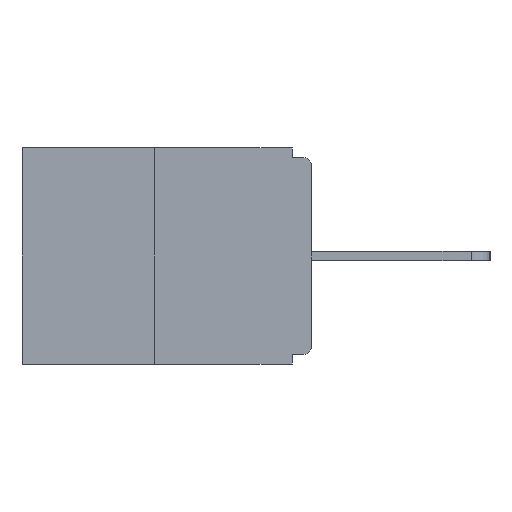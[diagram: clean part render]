
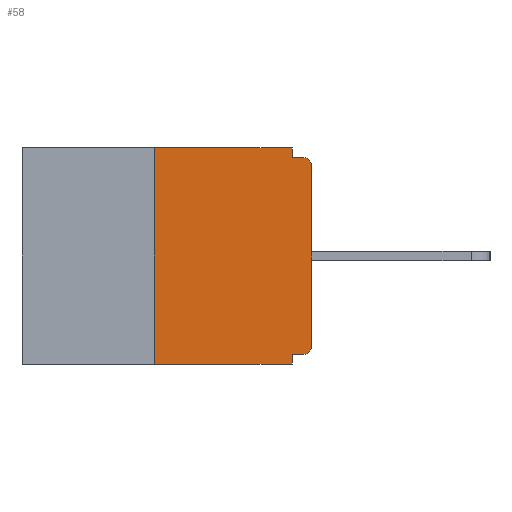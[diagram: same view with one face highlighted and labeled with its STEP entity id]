
A CAD part, left-side view. The second image highlights one B-rep face of the part: STEP entity #58.
In plain terms, the highlighted planar face has unit normal (-1, 0, 0).
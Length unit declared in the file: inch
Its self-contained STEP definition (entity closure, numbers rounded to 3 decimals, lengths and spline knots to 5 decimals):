
#58 = ADVANCED_FACE ( 'NONE', ( #8535 ), #16072, .F. ) ;
#352 = VERTEX_POINT ( 'NONE', #24265 ) ;
#587 = EDGE_CURVE ( 'NONE', #21388, #10624, #20252, .T. ) ;
#610 = ORIENTED_EDGE ( 'NONE', *, *, #17582, .F. ) ;
#1405 = DIRECTION ( 'NONE',  ( 0., 0., -1. ) ) ;
#2525 = EDGE_CURVE ( 'NONE', #11007, #10624, #6463, .T. ) ;
#2578 = CARTESIAN_POINT ( 'NONE',  ( 0., 0., -0.328 ) ) ;
#2703 = CARTESIAN_POINT ( 'NONE',  ( 0., 0.015, -0.313 ) ) ;
#2814 = ORIENTED_EDGE ( 'NONE', *, *, #587, .F. ) ;
#2955 = DIRECTION ( 'NONE',  ( 1., 0., 0. ) ) ;
#3368 = CARTESIAN_POINT ( 'NONE',  ( 0., 0.031, -0.015 ) ) ;
#3555 = CARTESIAN_POINT ( 'NONE',  ( 0., 0.25, 0. ) ) ;
#3587 = VERTEX_POINT ( 'NONE', #8504 ) ;
#3800 = VERTEX_POINT ( 'NONE', #18663 ) ;
#3947 = ORIENTED_EDGE ( 'NONE', *, *, #2525, .T. ) ;
#4789 = CARTESIAN_POINT ( 'NONE',  ( 0., 0.46, 0. ) ) ;
#5094 = EDGE_CURVE ( 'NONE', #3587, #14139, #15152, .T. ) ;
#5236 = VERTEX_POINT ( 'NONE', #3555 ) ;
#5903 = DIRECTION ( 'NONE',  ( 0., 1., 0. ) ) ;
#6008 = VECTOR ( 'NONE', #1405, 39.37008 ) ;
#6087 = EDGE_CURVE ( 'NONE', #3587, #5236, #13753, .T. ) ;
#6095 = CARTESIAN_POINT ( 'NONE',  ( 0., 0.015, -0.328 ) ) ;
#6463 = CIRCLE ( 'NONE', #12424, 0.015 ) ;
#7211 = DIRECTION ( 'NONE',  ( 0., -1., 0. ) ) ;
#7487 = CIRCLE ( 'NONE', #21375, 0.015 ) ;
#7846 = CARTESIAN_POINT ( 'NONE',  ( 0., 0.031, -0.343 ) ) ;
#8347 = EDGE_CURVE ( 'NONE', #12148, #21388, #18963, .T. ) ;
#8475 = EDGE_LOOP ( 'NONE', ( #10240, #11649, #19130, #610, #14909, #11752, #12041, #3947, #2814, #23217 ) ) ;
#8504 = CARTESIAN_POINT ( 'NONE',  ( 0., 0.25, -0.343 ) ) ;
#8535 = FACE_OUTER_BOUND ( 'NONE', #8475, .T. ) ;
#8970 = CARTESIAN_POINT ( 'NONE',  ( 0., 0., -0.015 ) ) ;
#9116 = CARTESIAN_POINT ( 'NONE',  ( 0., 0.46, 0. ) ) ;
#9315 = CARTESIAN_POINT ( 'NONE',  ( 0., 0., 0. ) ) ;
#9947 = VECTOR ( 'NONE', #5903, 39.37008 ) ;
#10158 = CARTESIAN_POINT ( 'NONE',  ( 0., 0.25, 0. ) ) ;
#10180 = VERTEX_POINT ( 'NONE', #6095 ) ;
#10240 = ORIENTED_EDGE ( 'NONE', *, *, #15996, .F. ) ;
#10328 = VECTOR ( 'NONE', #20799, 39.37008 ) ;
#10624 = VERTEX_POINT ( 'NONE', #16762 ) ;
#11007 = VERTEX_POINT ( 'NONE', #17299 ) ;
#11132 = VECTOR ( 'NONE', #17712, 39.37008 ) ;
#11427 = CARTESIAN_POINT ( 'NONE',  ( 0., 0.46, -0.343 ) ) ;
#11649 = ORIENTED_EDGE ( 'NONE', *, *, #6087, .F. ) ;
#11752 = ORIENTED_EDGE ( 'NONE', *, *, #20561, .T. ) ;
#12041 = ORIENTED_EDGE ( 'NONE', *, *, #23086, .T. ) ;
#12148 = VERTEX_POINT ( 'NONE', #23246 ) ;
#12424 = AXIS2_PLACEMENT_3D ( 'NONE', #16060, #19441, #15678 ) ;
#12918 = LINE ( 'NONE', #18621, #6008 ) ;
#13012 = DIRECTION ( 'NONE',  ( 0., 0., 1. ) ) ;
#13133 = CARTESIAN_POINT ( 'NONE',  ( 0., 0.031, 0. ) ) ;
#13205 = LINE ( 'NONE', #9116, #10328 ) ;
#13753 = LINE ( 'NONE', #10158, #11132 ) ;
#14139 = VERTEX_POINT ( 'NONE', #7846 ) ;
#14872 = LINE ( 'NONE', #9315, #18302 ) ;
#14909 = ORIENTED_EDGE ( 'NONE', *, *, #16447, .F. ) ;
#15152 = LINE ( 'NONE', #11427, #18613 ) ;
#15388 = VECTOR ( 'NONE', #20473, 39.37008 ) ;
#15678 = DIRECTION ( 'NONE',  ( 0., 0., -1. ) ) ;
#15996 = EDGE_CURVE ( 'NONE', #5236, #12148, #13205, .T. ) ;
#16060 = CARTESIAN_POINT ( 'NONE',  ( 0., 0.015, -0.03 ) ) ;
#16072 = PLANE ( 'NONE',  #17045 ) ;
#16447 = EDGE_CURVE ( 'NONE', #10180, #3800, #22928, .T. ) ;
#16762 = CARTESIAN_POINT ( 'NONE',  ( 0., 0.015, -0.015 ) ) ;
#17045 = AXIS2_PLACEMENT_3D ( 'NONE', #4789, #2955, #18067 ) ;
#17299 = CARTESIAN_POINT ( 'NONE',  ( 0., 0., -0.03 ) ) ;
#17582 = EDGE_CURVE ( 'NONE', #3800, #14139, #12918, .T. ) ;
#17712 = DIRECTION ( 'NONE',  ( 0., 0., 1. ) ) ;
#18067 = DIRECTION ( 'NONE',  ( 0., 0., -1. ) ) ;
#18302 = VECTOR ( 'NONE', #13012, 39.37008 ) ;
#18613 = VECTOR ( 'NONE', #7211, 39.37008 ) ;
#18621 = CARTESIAN_POINT ( 'NONE',  ( 0., 0.031, -0.343 ) ) ;
#18663 = CARTESIAN_POINT ( 'NONE',  ( 0., 0.031, -0.328 ) ) ;
#18963 = LINE ( 'NONE', #13133, #15388 ) ;
#19130 = ORIENTED_EDGE ( 'NONE', *, *, #5094, .T. ) ;
#19335 = DIRECTION ( 'NONE',  ( 0., 0., -1. ) ) ;
#19441 = DIRECTION ( 'NONE',  ( -1., 0., 0. ) ) ;
#20252 = LINE ( 'NONE', #8970, #21849 ) ;
#20473 = DIRECTION ( 'NONE',  ( 0., 0., -1. ) ) ;
#20561 = EDGE_CURVE ( 'NONE', #10180, #352, #7487, .T. ) ;
#20799 = DIRECTION ( 'NONE',  ( 0., -1., 0. ) ) ;
#21210 = DIRECTION ( 'NONE',  ( -1., 0., 0. ) ) ;
#21375 = AXIS2_PLACEMENT_3D ( 'NONE', #2703, #21210, #19335 ) ;
#21388 = VERTEX_POINT ( 'NONE', #3368 ) ;
#21849 = VECTOR ( 'NONE', #21873, 39.37008 ) ;
#21873 = DIRECTION ( 'NONE',  ( 0., -1., 0. ) ) ;
#22928 = LINE ( 'NONE', #2578, #9947 ) ;
#23086 = EDGE_CURVE ( 'NONE', #352, #11007, #14872, .T. ) ;
#23217 = ORIENTED_EDGE ( 'NONE', *, *, #8347, .F. ) ;
#23246 = CARTESIAN_POINT ( 'NONE',  ( 0., 0.031, 0. ) ) ;
#24265 = CARTESIAN_POINT ( 'NONE',  ( 0., 0., -0.313 ) ) ;
